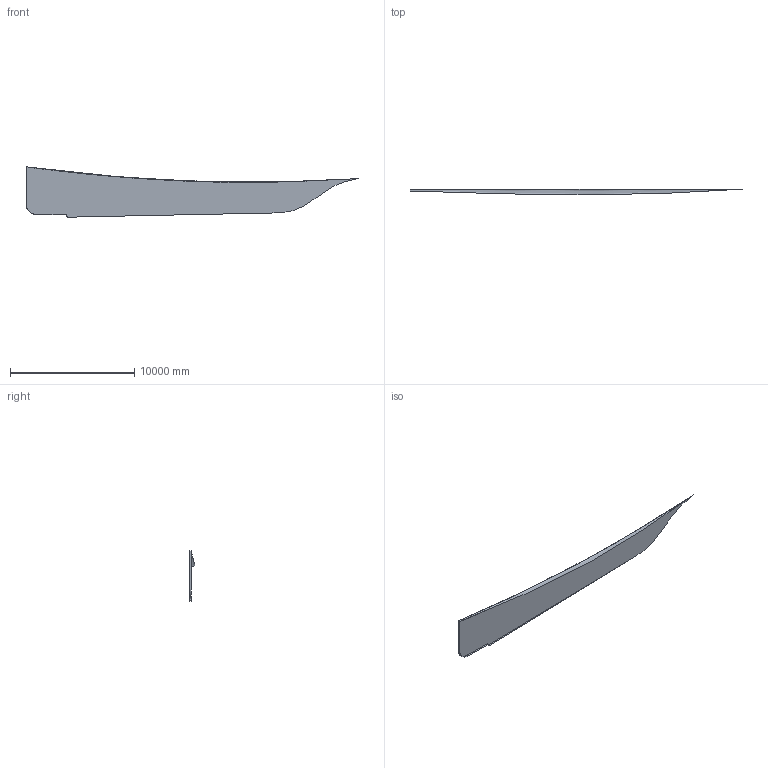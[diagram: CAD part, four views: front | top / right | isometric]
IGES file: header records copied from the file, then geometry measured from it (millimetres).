
Start section: START RECORD GO HERE.
Global section: file name: Polisuperficie_flame_modificata_igs.igs; native system: DASSAULT SYSTEMES CATIA V5 R21 - www.3ds.com; preprocessor: CATIA Version 5 Release 21 ; author: Luca; organization: Luca-PC; date: 20180203.105233; units: millimetre
Bounding box: 26756.28 x 449.75 x 4053.67 mm (x, y, z)
Surface area: 80016253.3 mm2 (no closed solid volume)
Topology: 0 solids, 0 shells, 19 faces, 62 edges, 61 vertices
Faces by surface type: plane 15, bspline 4
